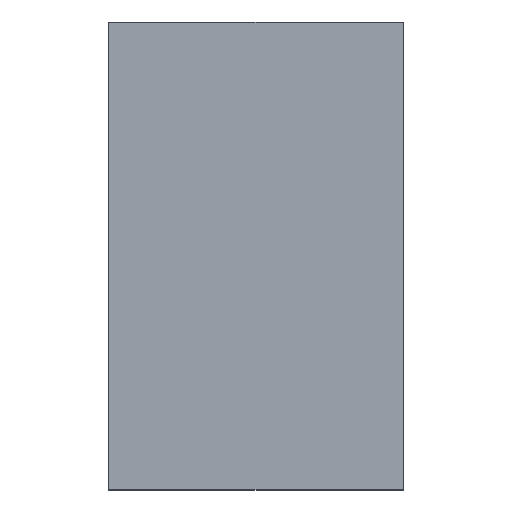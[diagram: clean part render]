
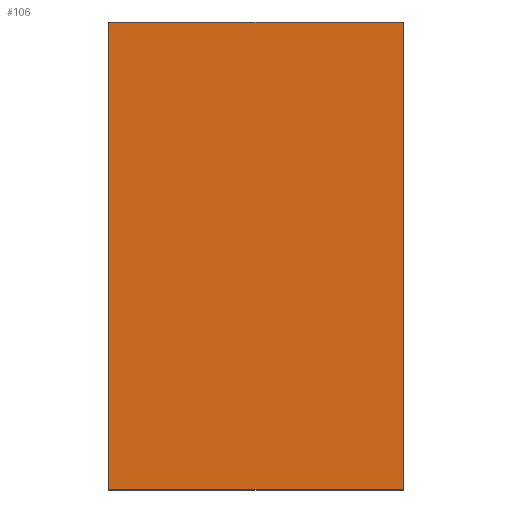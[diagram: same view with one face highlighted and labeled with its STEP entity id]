
A CAD part, top view. The second image highlights one B-rep face of the part: STEP entity #106.
In plain terms, the highlighted planar face has unit normal (0, 0, 1).
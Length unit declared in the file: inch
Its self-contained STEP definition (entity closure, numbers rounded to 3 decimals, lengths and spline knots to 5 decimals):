
#20=FACE_OUTER_BOUND('',#26,.T.);
#26=EDGE_LOOP('',(#91,#92,#93,#94));
#27=LINE('',#163,#39);
#31=LINE('',#172,#43);
#35=LINE('',#179,#47);
#38=LINE('',#184,#50);
#39=VECTOR('',#137,39.37008);
#43=VECTOR('',#143,39.37008);
#47=VECTOR('',#149,39.37008);
#50=VECTOR('',#156,39.37008);
#51=VERTEX_POINT('',#161);
#52=VERTEX_POINT('',#162);
#55=VERTEX_POINT('',#170);
#56=VERTEX_POINT('',#171);
#59=EDGE_CURVE('',#51,#52,#27,.T.);
#63=EDGE_CURVE('',#55,#56,#31,.T.);
#67=EDGE_CURVE('',#56,#51,#35,.T.);
#70=EDGE_CURVE('',#52,#55,#38,.T.);
#91=ORIENTED_EDGE('',*,*,#67,.T.);
#92=ORIENTED_EDGE('',*,*,#59,.T.);
#93=ORIENTED_EDGE('',*,*,#70,.T.);
#94=ORIENTED_EDGE('',*,*,#63,.T.);
#100=PLANE('',#132);
#106=ADVANCED_FACE('',(#20),#100,.T.);
#132=AXIS2_PLACEMENT_3D('',#185,#157,#158);
#137=DIRECTION('',(0.,1.,0.));
#143=DIRECTION('',(0.,-1.,0.));
#149=DIRECTION('',(1.,0.,0.));
#156=DIRECTION('',(-1.,0.,0.));
#157=DIRECTION('center_axis',(0.,0.,1.));
#158=DIRECTION('ref_axis',(1.,0.,0.));
#161=CARTESIAN_POINT('',(-26.,12.75,3.5));
#162=CARTESIAN_POINT('',(-26.,54.,3.5));
#163=CARTESIAN_POINT('',(-26.,26.,3.5));
#170=CARTESIAN_POINT('',(-52.,54.,3.5));
#171=CARTESIAN_POINT('',(-52.,12.75,3.5));
#172=CARTESIAN_POINT('',(-52.,33.375,3.5));
#179=CARTESIAN_POINT('',(-26.,12.75,3.5));
#184=CARTESIAN_POINT('',(-31.375,54.,3.5));
#185=CARTESIAN_POINT('Origin',(0.,26.,3.5));
